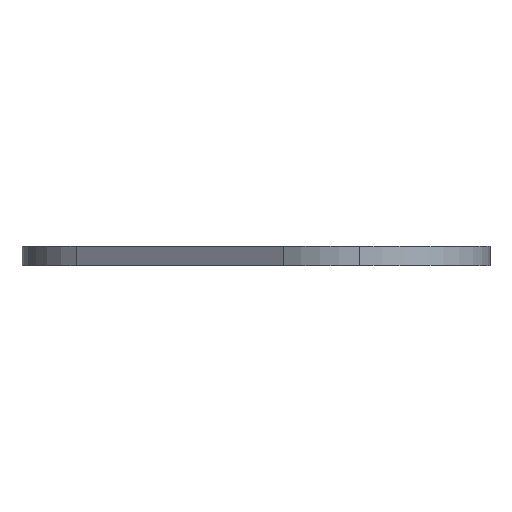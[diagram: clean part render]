
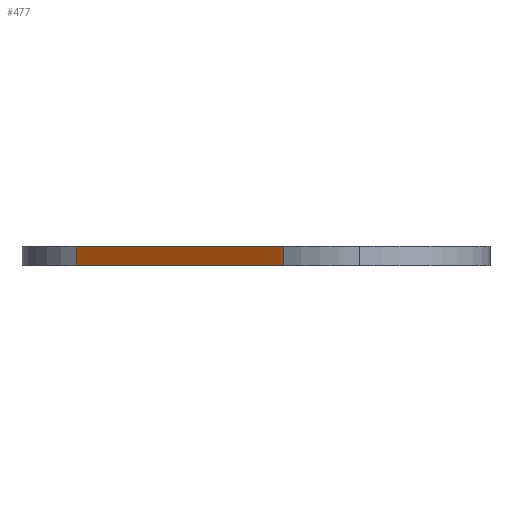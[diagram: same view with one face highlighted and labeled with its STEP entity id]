
A CAD part, left-side view. The second image highlights one B-rep face of the part: STEP entity #477.
In plain terms, the highlighted planar face has unit normal (-0.812, 0.584, 0).
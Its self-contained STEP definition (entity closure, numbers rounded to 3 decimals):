
#75 = DIRECTION ( 'NONE',  ( 0., 0., -1. ) ) ;
#96 = ORIENTED_EDGE ( 'NONE', *, *, #819, .T. ) ;
#98 = VERTEX_POINT ( 'NONE', #575 ) ;
#105 = EDGE_CURVE ( 'NONE', #743, #143, #941, .T. ) ;
#143 = VERTEX_POINT ( 'NONE', #431 ) ;
#162 = DIRECTION ( 'NONE',  ( 0.812, -0.584, 0. ) ) ;
#208 = DIRECTION ( 'NONE',  ( 0., 0., -1. ) ) ;
#211 = VECTOR ( 'NONE', #998, 1000. ) ;
#249 = DIRECTION ( 'NONE',  ( 0.584, 0.812, 0. ) ) ;
#250 = EDGE_CURVE ( 'NONE', #432, #98, #746, .T. ) ;
#253 = CARTESIAN_POINT ( 'NONE',  ( -62.982, -24.047, 3. ) ) ;
#269 = ORIENTED_EDGE ( 'NONE', *, *, #105, .F. ) ;
#299 = DIRECTION ( 'NONE',  ( -0.584, -0.812, 0. ) ) ;
#308 = AXIS2_PLACEMENT_3D ( 'NONE', #253, #162, #249 ) ;
#355 = VECTOR ( 'NONE', #299, 1000. ) ;
#359 = CARTESIAN_POINT ( 'NONE',  ( -62.982, -24.047, 0. ) ) ;
#364 = LINE ( 'NONE', #359, #211 ) ;
#366 = CARTESIAN_POINT ( 'NONE',  ( -62.982, -24.047, 3. ) ) ;
#386 = CARTESIAN_POINT ( 'NONE',  ( -62.982, -24.047, 3. ) ) ;
#408 = CARTESIAN_POINT ( 'NONE',  ( -85.85, -55.829, 3. ) ) ;
#412 = EDGE_CURVE ( 'NONE', #432, #743, #809, .T. ) ;
#431 = CARTESIAN_POINT ( 'NONE',  ( -85.85, -55.829, 0. ) ) ;
#432 = VERTEX_POINT ( 'NONE', #386 ) ;
#466 = PLANE ( 'NONE',  #308 ) ;
#477 = ADVANCED_FACE ( 'NONE', ( #609 ), #466, .F. ) ;
#568 = CARTESIAN_POINT ( 'NONE',  ( -85.85, -55.829, 3. ) ) ;
#575 = CARTESIAN_POINT ( 'NONE',  ( -62.982, -24.047, 0. ) ) ;
#609 = FACE_OUTER_BOUND ( 'NONE', #966, .T. ) ;
#610 = VECTOR ( 'NONE', #75, 1000. ) ;
#679 = CARTESIAN_POINT ( 'NONE',  ( -62.982, -24.047, 3. ) ) ;
#733 = ORIENTED_EDGE ( 'NONE', *, *, #412, .F. ) ;
#743 = VERTEX_POINT ( 'NONE', #408 ) ;
#746 = LINE ( 'NONE', #679, #610 ) ;
#809 = LINE ( 'NONE', #366, #355 ) ;
#819 = EDGE_CURVE ( 'NONE', #98, #143, #364, .T. ) ;
#904 = ORIENTED_EDGE ( 'NONE', *, *, #250, .T. ) ;
#941 = LINE ( 'NONE', #568, #988 ) ;
#966 = EDGE_LOOP ( 'NONE', ( #96, #269, #733, #904 ) ) ;
#988 = VECTOR ( 'NONE', #208, 1000. ) ;
#998 = DIRECTION ( 'NONE',  ( -0.584, -0.812, 0. ) ) ;
